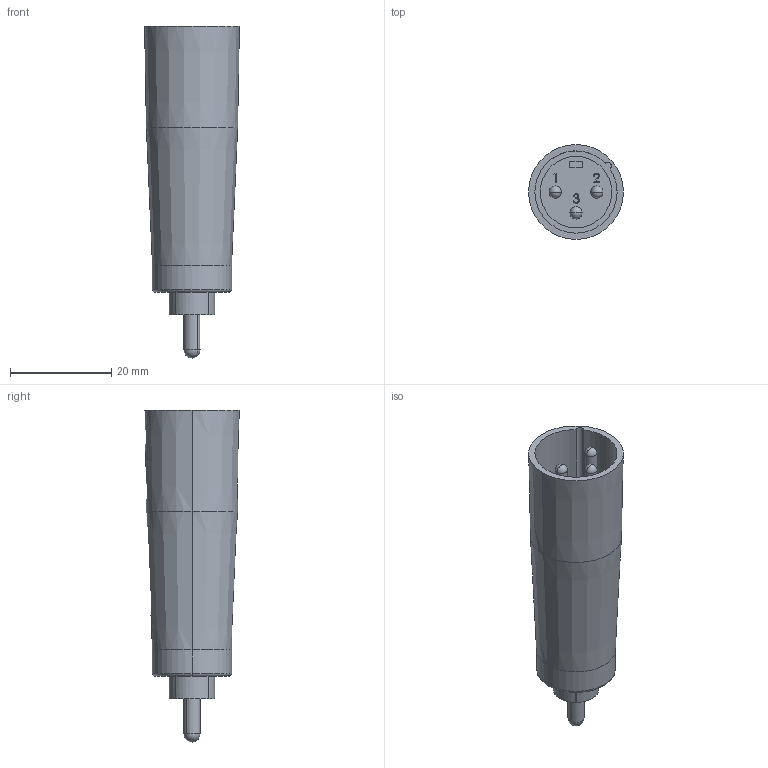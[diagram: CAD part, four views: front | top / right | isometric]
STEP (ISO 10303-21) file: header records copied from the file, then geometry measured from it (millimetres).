
FILE_DESCRIPTION (( 'STEP AP214' ), '1' );
FILE_NAME ('VMC00001.STEP', '2018-09-20T19:03:17', ( '' ), ( '' ), 'SwSTEP 2.0', 'SolidWorks 2017', '' );
FILE_SCHEMA (( 'AUTOMOTIVE_DESIGN' ));
Length unit declared in the file: millimetre
Products named in the file (3): VMC00001-MA1; VMC00001; 1AB07-003_REV___
Assembly tree (2 placements, depth 2):
  VMC00001
    VMC00001-MA1
    1AB07-003_REV___
Bounding box: 18.7 x 18.7 x 65.5 mm (x, y, z)
Volume: 9927.9 mm3; surface area: 5476.5 mm2
Topology: 5 solids, 5 shells, 244 faces, 604 edges, 396 vertices
Faces by surface type: plane 146, cylinder 56, bspline 20, cone 10, sphere 8, torus 4
Entity records: 9951 total; most frequent: CARTESIAN_POINT 2696, ORIENTED_EDGE 1176, DIRECTION 1092, EDGE_CURVE 588, LINE 392, VECTOR 392, VERTEX_POINT 388, AXIS2_PLACEMENT_3D 350
